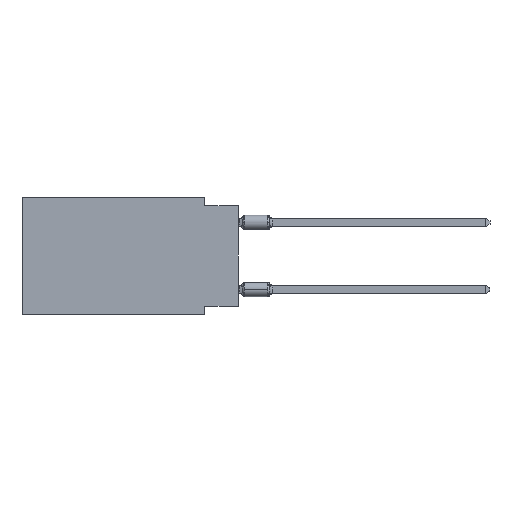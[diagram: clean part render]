
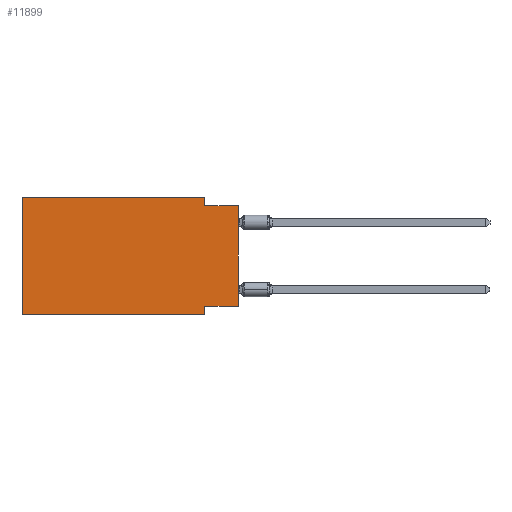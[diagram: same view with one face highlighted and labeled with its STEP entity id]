
A CAD part, left-side view. The second image highlights one B-rep face of the part: STEP entity #11899.
In plain terms, the highlighted planar face has unit normal (-1, 0, 0).
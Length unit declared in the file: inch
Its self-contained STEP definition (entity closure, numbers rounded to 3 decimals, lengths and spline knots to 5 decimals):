
#72 = CARTESIAN_POINT ( 'NONE',  ( 0., 0.1, -0.325 ) ) ;
#164 = VERTEX_POINT ( 'NONE', #12369 ) ;
#353 = EDGE_CURVE ( 'NONE', #5257, #12876, #2424, .T. ) ;
#790 = AXIS2_PLACEMENT_3D ( 'NONE', #8412, #2332, #10562 ) ;
#957 = EDGE_LOOP ( 'NONE', ( #2976, #5305, #1279, #3595, #3391, #12359, #7965, #8141 ) ) ;
#1147 = DIRECTION ( 'NONE',  ( 0., 0., -1. ) ) ;
#1209 = VECTOR ( 'NONE', #4310, 39.37008 ) ;
#1260 = VECTOR ( 'NONE', #5322, 39.37008 ) ;
#1279 = ORIENTED_EDGE ( 'NONE', *, *, #9256, .F. ) ;
#1760 = CARTESIAN_POINT ( 'NONE',  ( 0., 0.645, 0. ) ) ;
#1809 = LINE ( 'NONE', #3958, #3133 ) ;
#1894 = DIRECTION ( 'NONE',  ( 0., -1., 0. ) ) ;
#2054 = FACE_OUTER_BOUND ( 'NONE', #957, .T. ) ;
#2332 = DIRECTION ( 'NONE',  ( 1., 0., 0. ) ) ;
#2381 = EDGE_CURVE ( 'NONE', #7202, #2691, #12805, .T. ) ;
#2424 = LINE ( 'NONE', #3258, #5935 ) ;
#2579 = DIRECTION ( 'NONE',  ( 0., -1., 0. ) ) ;
#2691 = VERTEX_POINT ( 'NONE', #72 ) ;
#2976 = ORIENTED_EDGE ( 'NONE', *, *, #13341, .T. ) ;
#3133 = VECTOR ( 'NONE', #11351, 39.37008 ) ;
#3186 = CARTESIAN_POINT ( 'NONE',  ( 0., 0., 0. ) ) ;
#3258 = CARTESIAN_POINT ( 'NONE',  ( 0., 0.645, 0. ) ) ;
#3283 = DIRECTION ( 'NONE',  ( 0., 1., 0. ) ) ;
#3304 = PLANE ( 'NONE',  #790 ) ;
#3354 = CARTESIAN_POINT ( 'NONE',  ( 0., 0., -0.325 ) ) ;
#3391 = ORIENTED_EDGE ( 'NONE', *, *, #353, .F. ) ;
#3401 = CARTESIAN_POINT ( 'NONE',  ( 0., 0., -0.325 ) ) ;
#3595 = ORIENTED_EDGE ( 'NONE', *, *, #4092, .F. ) ;
#3654 = CARTESIAN_POINT ( 'NONE',  ( 0., 0.1, -0.35 ) ) ;
#3958 = CARTESIAN_POINT ( 'NONE',  ( 0., 0.645, -0.35 ) ) ;
#4092 = EDGE_CURVE ( 'NONE', #12876, #9240, #5752, .T. ) ;
#4273 = EDGE_CURVE ( 'NONE', #7306, #164, #5147, .T. ) ;
#4310 = DIRECTION ( 'NONE',  ( 0., 0., -1. ) ) ;
#4521 = LINE ( 'NONE', #8746, #1209 ) ;
#4595 = CARTESIAN_POINT ( 'NONE',  ( 0., 0.1, 0. ) ) ;
#5147 = LINE ( 'NONE', #10182, #10429 ) ;
#5257 = VERTEX_POINT ( 'NONE', #7431 ) ;
#5261 = EDGE_CURVE ( 'NONE', #2691, #8562, #8470, .T. ) ;
#5305 = ORIENTED_EDGE ( 'NONE', *, *, #4273, .F. ) ;
#5322 = DIRECTION ( 'NONE',  ( 0., 0., 1. ) ) ;
#5752 = LINE ( 'NONE', #9141, #7058 ) ;
#5793 = EDGE_CURVE ( 'NONE', #5257, #8562, #1809, .T. ) ;
#5935 = VECTOR ( 'NONE', #6561, 39.37008 ) ;
#6207 = VECTOR ( 'NONE', #1147, 39.37008 ) ;
#6282 = LINE ( 'NONE', #3186, #1260 ) ;
#6561 = DIRECTION ( 'NONE',  ( 0., 0., 1. ) ) ;
#7058 = VECTOR ( 'NONE', #2579, 39.37008 ) ;
#7202 = VERTEX_POINT ( 'NONE', #3401 ) ;
#7306 = VERTEX_POINT ( 'NONE', #9743 ) ;
#7431 = CARTESIAN_POINT ( 'NONE',  ( 0., 0.645, -0.35 ) ) ;
#7660 = VECTOR ( 'NONE', #3283, 39.37008 ) ;
#7965 = ORIENTED_EDGE ( 'NONE', *, *, #5261, .F. ) ;
#8141 = ORIENTED_EDGE ( 'NONE', *, *, #2381, .F. ) ;
#8412 = CARTESIAN_POINT ( 'NONE',  ( 0., 0.645, 0. ) ) ;
#8470 = LINE ( 'NONE', #12672, #6207 ) ;
#8562 = VERTEX_POINT ( 'NONE', #3654 ) ;
#8746 = CARTESIAN_POINT ( 'NONE',  ( 0., 0.1, 0. ) ) ;
#9141 = CARTESIAN_POINT ( 'NONE',  ( 0., 0.645, 0. ) ) ;
#9240 = VERTEX_POINT ( 'NONE', #4595 ) ;
#9256 = EDGE_CURVE ( 'NONE', #9240, #7306, #4521, .T. ) ;
#9743 = CARTESIAN_POINT ( 'NONE',  ( 0., 0.1, -0.025 ) ) ;
#10182 = CARTESIAN_POINT ( 'NONE',  ( 0., 0., -0.025 ) ) ;
#10429 = VECTOR ( 'NONE', #1894, 39.37008 ) ;
#10562 = DIRECTION ( 'NONE',  ( 0., 0., -1. ) ) ;
#11351 = DIRECTION ( 'NONE',  ( 0., -1., 0. ) ) ;
#11899 = ADVANCED_FACE ( 'NONE', ( #2054 ), #3304, .F. ) ;
#12359 = ORIENTED_EDGE ( 'NONE', *, *, #5793, .T. ) ;
#12369 = CARTESIAN_POINT ( 'NONE',  ( 0., 0., -0.025 ) ) ;
#12672 = CARTESIAN_POINT ( 'NONE',  ( 0., 0.1, -0.35 ) ) ;
#12805 = LINE ( 'NONE', #3354, #7660 ) ;
#12876 = VERTEX_POINT ( 'NONE', #1760 ) ;
#13341 = EDGE_CURVE ( 'NONE', #7202, #164, #6282, .T. ) ;
